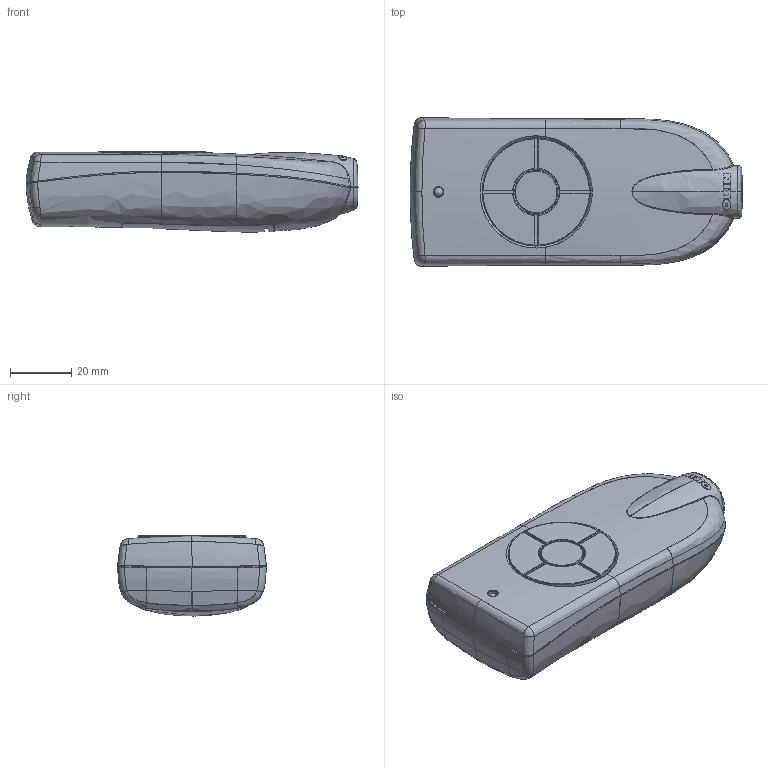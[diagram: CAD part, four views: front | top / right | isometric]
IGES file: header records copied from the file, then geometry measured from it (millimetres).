
Start section: SolidWorks IGES file using analytic representation for surfaces
Global section: file name: HS Smartline.IGS; native system: SolidWorks 2008; preprocessor: SolidWorks 2008; author: mebert; date: 110406.140432; units: millimetre
Bounding box: 108.51 x 48.57 x 26.2 mm (x, y, z)
Surface area: 15699.7 mm2 (no closed solid volume)
Topology: 0 solids, 0 shells, 270 faces, 3721 edges, 3719 vertices
Faces by surface type: bspline 234, revolution 36
